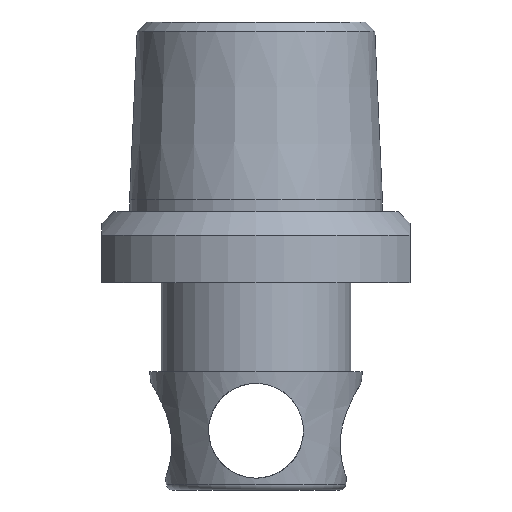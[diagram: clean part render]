
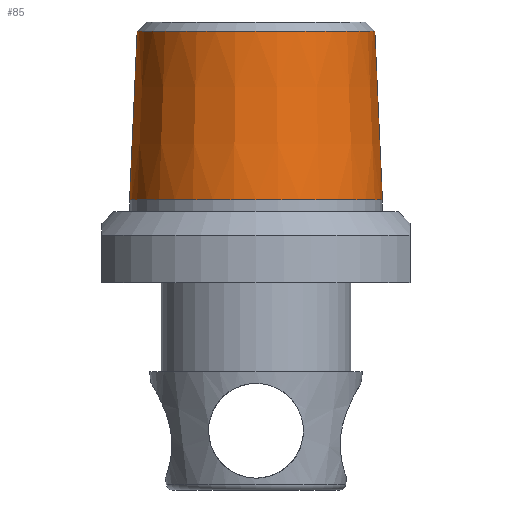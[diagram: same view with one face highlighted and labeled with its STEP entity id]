
A CAD part, front view. The second image highlights one B-rep face of the part: STEP entity #85.
In plain terms, the highlighted conical face has half-angle 2.57 degrees and reference radius 10.668 mm.
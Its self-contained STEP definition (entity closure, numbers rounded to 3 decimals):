
#85 = ADVANCED_FACE( '', ( #132, #133 ), #134, .T. );
#132 = FACE_OUTER_BOUND( '', #202, .T. );
#133 = FACE_BOUND( '', #203, .T. );
#134 = CONICAL_SURFACE( '', #204, 10.668, 0.045 );
#202 = EDGE_LOOP( '', ( #322 ) );
#203 = EDGE_LOOP( '', ( #323 ) );
#204 = AXIS2_PLACEMENT_3D( '', #324, #325, #326 );
#322 = ORIENTED_EDGE( '', *, *, #442, .F. );
#323 = ORIENTED_EDGE( '', *, *, #443, .F. );
#324 = CARTESIAN_POINT( '', ( 0., 0., -15. ) );
#325 = DIRECTION( '', ( 0., 0., -1. ) );
#326 = DIRECTION( '', ( -1., 0., 0. ) );
#442 = EDGE_CURVE( '', #514, #514, #515, .T. );
#443 = EDGE_CURVE( '', #516, #516, #517, .F. );
#514 = VERTEX_POINT( '', #1045 );
#515 = CIRCLE( '', #1046, 10.668 );
#516 = VERTEX_POINT( '', #1047 );
#517 = CIRCLE( '', #1048, 10.03 );
#1045 = CARTESIAN_POINT( '', ( -10.668, 0., -15. ) );
#1046 = AXIS2_PLACEMENT_3D( '', #1126, #1127, #1128 );
#1047 = CARTESIAN_POINT( '', ( -10.03, 0., -0.78 ) );
#1048 = AXIS2_PLACEMENT_3D( '', #1129, #1130, #1131 );
#1126 = CARTESIAN_POINT( '', ( 0., 0., -15. ) );
#1127 = DIRECTION( '', ( 0., 0., -1. ) );
#1128 = DIRECTION( '', ( -1., 0., 0. ) );
#1129 = CARTESIAN_POINT( '', ( 0., 0., -0.78 ) );
#1130 = DIRECTION( '', ( 0., 0., -1. ) );
#1131 = DIRECTION( '', ( -1., 0., 0. ) );
